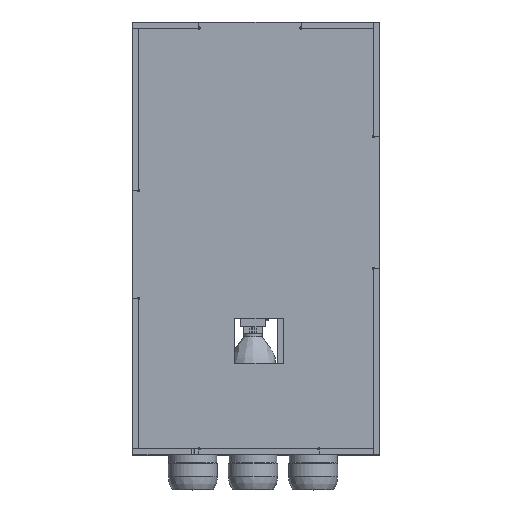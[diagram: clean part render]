
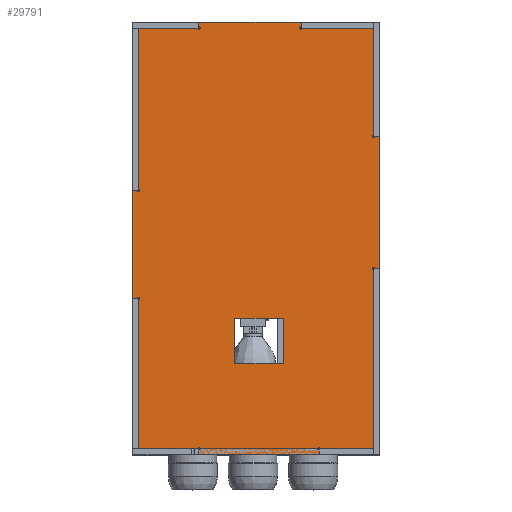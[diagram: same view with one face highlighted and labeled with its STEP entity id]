
A CAD part, top view. The second image highlights one B-rep face of the part: STEP entity #29791.
In plain terms, the highlighted planar face has unit normal (0, 0, 1).
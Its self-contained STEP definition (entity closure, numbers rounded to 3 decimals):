
#1581=FACE_BOUND('',#4624,.T.);
#2123=CIRCLE('',#31872,2.);
#2125=CIRCLE('',#31875,2.);
#2126=CIRCLE('',#31877,2.);
#2128=CIRCLE('',#31880,2.);
#2130=CIRCLE('',#31883,2.);
#2131=CIRCLE('',#31885,2.);
#2132=CIRCLE('',#31887,2.);
#2133=CIRCLE('',#31889,2.);
#2930=FACE_OUTER_BOUND('',#4623,.T.);
#4623=EDGE_LOOP('',(#20209,#20210,#20211,#20212,#20213,#20214,#20215,#20216,
#20217,#20218,#20219,#20220,#20221,#20222,#20223,#20224,#20225,#20226,#20227,
#20228,#20229,#20230,#20231,#20232,#20233,#20234,#20235,#20236));
#4624=EDGE_LOOP('',(#20237,#20238,#20239,#20240));
#6564=LINE('',#41961,#9599);
#6585=LINE('',#42014,#9620);
#6589=LINE('',#42022,#9624);
#6594=LINE('',#42032,#9629);
#6597=LINE('',#42038,#9632);
#6600=LINE('',#42044,#9635);
#6603=LINE('',#42048,#9638);
#6620=LINE('',#42105,#9655);
#6622=LINE('',#42109,#9657);
#6625=LINE('',#42114,#9660);
#6626=LINE('',#42117,#9661);
#6629=LINE('',#42122,#9664);
#6630=LINE('',#42124,#9665);
#6632=LINE('',#42128,#9667);
#6635=LINE('',#42134,#9670);
#6636=LINE('',#42136,#9671);
#6638=LINE('',#42140,#9673);
#6641=LINE('',#42146,#9676);
#6643=LINE('',#42149,#9678);
#6644=LINE('',#42151,#9679);
#6645=LINE('',#42153,#9680);
#6646=LINE('',#42155,#9681);
#6647=LINE('',#42156,#9682);
#6648=LINE('',#42157,#9683);
#9599=VECTOR('',#34285,10.);
#9620=VECTOR('',#34326,10.);
#9624=VECTOR('',#34332,10.);
#9629=VECTOR('',#34339,10.);
#9632=VECTOR('',#34344,10.);
#9635=VECTOR('',#34349,10.);
#9638=VECTOR('',#34354,10.);
#9655=VECTOR('',#34413,10.);
#9657=VECTOR('',#34417,10.);
#9660=VECTOR('',#34422,10.);
#9661=VECTOR('',#34425,10.);
#9664=VECTOR('',#34430,10.);
#9665=VECTOR('',#34433,10.);
#9667=VECTOR('',#34437,10.);
#9670=VECTOR('',#34442,10.);
#9671=VECTOR('',#34445,10.);
#9673=VECTOR('',#34449,10.);
#9676=VECTOR('',#34456,10.);
#9678=VECTOR('',#34460,10.);
#9679=VECTOR('',#34463,10.);
#9680=VECTOR('',#34466,10.);
#9681=VECTOR('',#34469,10.);
#9682=VECTOR('',#34470,10.);
#9683=VECTOR('',#34471,10.);
#12610=VERTEX_POINT('',#41958);
#12611=VERTEX_POINT('',#41960);
#12632=VERTEX_POINT('',#42011);
#12633=VERTEX_POINT('',#42013);
#12635=VERTEX_POINT('',#42019);
#12636=VERTEX_POINT('',#42021);
#12639=VERTEX_POINT('',#42029);
#12640=VERTEX_POINT('',#42031);
#12642=VERTEX_POINT('',#42037);
#12644=VERTEX_POINT('',#42043);
#12645=VERTEX_POINT('',#42052);
#12646=VERTEX_POINT('',#42053);
#12649=VERTEX_POINT('',#42061);
#12650=VERTEX_POINT('',#42062);
#12651=VERTEX_POINT('',#42067);
#12653=VERTEX_POINT('',#42073);
#12654=VERTEX_POINT('',#42074);
#12656=VERTEX_POINT('',#42081);
#12657=VERTEX_POINT('',#42083);
#12658=VERTEX_POINT('',#42087);
#12659=VERTEX_POINT('',#42088);
#12660=VERTEX_POINT('',#42093);
#12661=VERTEX_POINT('',#42097);
#12662=VERTEX_POINT('',#42098);
#12663=VERTEX_POINT('',#42103);
#12664=VERTEX_POINT('',#42108);
#12666=VERTEX_POINT('',#42116);
#12667=VERTEX_POINT('',#42120);
#12668=VERTEX_POINT('',#42126);
#12670=VERTEX_POINT('',#42132);
#12671=VERTEX_POINT('',#42139);
#12672=VERTEX_POINT('',#42145);
#15534=EDGE_CURVE('',#12610,#12611,#6564,.T.);
#15561=EDGE_CURVE('',#12633,#12632,#6585,.T.);
#15565=EDGE_CURVE('',#12636,#12635,#6589,.T.);
#15570=EDGE_CURVE('',#12640,#12639,#6594,.T.);
#15573=EDGE_CURVE('',#12642,#12640,#6597,.T.);
#15576=EDGE_CURVE('',#12644,#12642,#6600,.T.);
#15579=EDGE_CURVE('',#12639,#12644,#6603,.T.);
#15581=EDGE_CURVE('',#12645,#12646,#2123,.T.);
#15585=EDGE_CURVE('',#12649,#12650,#2125,.T.);
#15588=EDGE_CURVE('',#12635,#12651,#2126,.T.);
#15591=EDGE_CURVE('',#12653,#12654,#2128,.T.);
#15596=EDGE_CURVE('',#12657,#12656,#2130,.T.);
#15598=EDGE_CURVE('',#12658,#12659,#2131,.T.);
#15601=EDGE_CURVE('',#12660,#12633,#2132,.T.);
#15603=EDGE_CURVE('',#12661,#12662,#2133,.T.);
#15607=EDGE_CURVE('',#12646,#12663,#6620,.T.);
#15609=EDGE_CURVE('',#12645,#12664,#6622,.T.);
#15612=EDGE_CURVE('',#12636,#12650,#6625,.T.);
#15613=EDGE_CURVE('',#12653,#12666,#6626,.T.);
#15616=EDGE_CURVE('',#12659,#12667,#6629,.T.);
#15617=EDGE_CURVE('',#12660,#12610,#6630,.T.);
#15619=EDGE_CURVE('',#12662,#12668,#6632,.T.);
#15622=EDGE_CURVE('',#12656,#12670,#6635,.T.);
#15623=EDGE_CURVE('',#12664,#12670,#6636,.T.);
#15625=EDGE_CURVE('',#12671,#12657,#6638,.T.);
#15628=EDGE_CURVE('',#12649,#12672,#6641,.T.);
#15630=EDGE_CURVE('',#12672,#12667,#6643,.T.);
#15631=EDGE_CURVE('',#12658,#12663,#6644,.T.);
#15632=EDGE_CURVE('',#12666,#12668,#6645,.T.);
#15633=EDGE_CURVE('',#12651,#12611,#6646,.T.);
#15634=EDGE_CURVE('',#12661,#12632,#6647,.T.);
#15635=EDGE_CURVE('',#12671,#12654,#6648,.T.);
#20209=ORIENTED_EDGE('',*,*,#15581,.T.);
#20210=ORIENTED_EDGE('',*,*,#15607,.T.);
#20211=ORIENTED_EDGE('',*,*,#15631,.F.);
#20212=ORIENTED_EDGE('',*,*,#15598,.T.);
#20213=ORIENTED_EDGE('',*,*,#15616,.T.);
#20214=ORIENTED_EDGE('',*,*,#15630,.F.);
#20215=ORIENTED_EDGE('',*,*,#15628,.F.);
#20216=ORIENTED_EDGE('',*,*,#15585,.T.);
#20217=ORIENTED_EDGE('',*,*,#15612,.F.);
#20218=ORIENTED_EDGE('',*,*,#15565,.T.);
#20219=ORIENTED_EDGE('',*,*,#15588,.T.);
#20220=ORIENTED_EDGE('',*,*,#15633,.T.);
#20221=ORIENTED_EDGE('',*,*,#15534,.F.);
#20222=ORIENTED_EDGE('',*,*,#15617,.F.);
#20223=ORIENTED_EDGE('',*,*,#15601,.T.);
#20224=ORIENTED_EDGE('',*,*,#15561,.T.);
#20225=ORIENTED_EDGE('',*,*,#15634,.F.);
#20226=ORIENTED_EDGE('',*,*,#15603,.T.);
#20227=ORIENTED_EDGE('',*,*,#15619,.T.);
#20228=ORIENTED_EDGE('',*,*,#15632,.F.);
#20229=ORIENTED_EDGE('',*,*,#15613,.F.);
#20230=ORIENTED_EDGE('',*,*,#15591,.T.);
#20231=ORIENTED_EDGE('',*,*,#15635,.F.);
#20232=ORIENTED_EDGE('',*,*,#15625,.T.);
#20233=ORIENTED_EDGE('',*,*,#15596,.T.);
#20234=ORIENTED_EDGE('',*,*,#15622,.T.);
#20235=ORIENTED_EDGE('',*,*,#15623,.F.);
#20236=ORIENTED_EDGE('',*,*,#15609,.F.);
#20237=ORIENTED_EDGE('',*,*,#15576,.T.);
#20238=ORIENTED_EDGE('',*,*,#15573,.T.);
#20239=ORIENTED_EDGE('',*,*,#15570,.T.);
#20240=ORIENTED_EDGE('',*,*,#15579,.T.);
#28746=PLANE('',#31905);
#29791=ADVANCED_FACE('',(#2930,#1581),#28746,.T.);
#31872=AXIS2_PLACEMENT_3D('',#42054,#34360,#34361);
#31875=AXIS2_PLACEMENT_3D('',#42063,#34368,#34369);
#31877=AXIS2_PLACEMENT_3D('',#42068,#34374,#34375);
#31880=AXIS2_PLACEMENT_3D('',#42075,#34381,#34382);
#31883=AXIS2_PLACEMENT_3D('',#42084,#34390,#34391);
#31885=AXIS2_PLACEMENT_3D('',#42089,#34395,#34396);
#31887=AXIS2_PLACEMENT_3D('',#42094,#34401,#34402);
#31889=AXIS2_PLACEMENT_3D('',#42099,#34406,#34407);
#31905=AXIS2_PLACEMENT_3D('',#42154,#34467,#34468);
#34285=DIRECTION('',(0.,-1.,0.));
#34326=DIRECTION('',(0.,1.,0.));
#34332=DIRECTION('',(0.,1.,0.));
#34339=DIRECTION('',(0.,1.,0.));
#34344=DIRECTION('',(-1.,0.,0.));
#34349=DIRECTION('',(0.,-1.,0.));
#34354=DIRECTION('',(1.,0.,0.));
#34360=DIRECTION('center_axis',(0.,0.,-1.));
#34361=DIRECTION('ref_axis',(-1.,0.,0.));
#34368=DIRECTION('center_axis',(0.,0.,-1.));
#34369=DIRECTION('ref_axis',(-1.,0.,0.));
#34374=DIRECTION('center_axis',(0.,0.,-1.));
#34375=DIRECTION('ref_axis',(-1.,0.,0.));
#34381=DIRECTION('center_axis',(0.,0.,-1.));
#34382=DIRECTION('ref_axis',(-1.,0.,0.));
#34390=DIRECTION('center_axis',(0.,0.,-1.));
#34391=DIRECTION('ref_axis',(-1.,0.,0.));
#34395=DIRECTION('center_axis',(0.,0.,-1.));
#34396=DIRECTION('ref_axis',(-1.,0.,0.));
#34401=DIRECTION('center_axis',(0.,0.,-1.));
#34402=DIRECTION('ref_axis',(-1.,0.,0.));
#34406=DIRECTION('center_axis',(0.,0.,-1.));
#34407=DIRECTION('ref_axis',(-1.,0.,0.));
#34413=DIRECTION('',(0.,-1.,0.));
#34417=DIRECTION('',(-1.,0.,0.));
#34422=DIRECTION('',(-1.,0.,0.));
#34425=DIRECTION('',(0.,1.,0.));
#34430=DIRECTION('',(0.,-1.,0.));
#34433=DIRECTION('',(1.,0.,0.));
#34437=DIRECTION('',(0.,1.,0.));
#34442=DIRECTION('',(-1.,0.,0.));
#34445=DIRECTION('',(0.,1.,0.));
#34449=DIRECTION('',(0.,-1.,0.));
#34456=DIRECTION('',(0.,-1.,0.));
#34460=DIRECTION('',(-1.,0.,0.));
#34463=DIRECTION('',(-1.,0.,0.));
#34466=DIRECTION('',(1.,0.,0.));
#34467=DIRECTION('center_axis',(0.,0.,1.));
#34468=DIRECTION('ref_axis',(-1.,0.,0.));
#34469=DIRECTION('',(1.,0.,0.));
#34470=DIRECTION('',(1.,0.,0.));
#34471=DIRECTION('',(1.,0.,0.));
#41958=CARTESIAN_POINT('',(200.,-180.,200.));
#41960=CARTESIAN_POINT('',(200.,-400.,200.));
#41961=CARTESIAN_POINT('',(200.,-145.,200.));
#42011=CARTESIAN_POINT('',(190.,0.,200.));
#42013=CARTESIAN_POINT('',(190.,-178.,200.));
#42014=CARTESIAN_POINT('',(190.,0.,200.));
#42019=CARTESIAN_POINT('',(190.,-402.,200.));
#42021=CARTESIAN_POINT('',(190.,-700.,200.));
#42022=CARTESIAN_POINT('',(190.,0.,200.));
#42029=CARTESIAN_POINT('',(-40.,-482.826,200.));
#42031=CARTESIAN_POINT('',(-40.,-557.826,200.));
#42032=CARTESIAN_POINT('',(-40.,-241.413,200.));
#42037=CARTESIAN_POINT('',(40.,-557.826,200.));
#42038=CARTESIAN_POINT('',(80.,-557.826,200.));
#42043=CARTESIAN_POINT('',(40.,-482.826,200.));
#42044=CARTESIAN_POINT('',(40.,-278.913,200.));
#42048=CARTESIAN_POINT('',(120.,-482.826,200.));
#42052=CARTESIAN_POINT('',(-202.,-450.,200.));
#42053=CARTESIAN_POINT('',(-200.,-452.,200.));
#42054=CARTESIAN_POINT('Origin',(-200.,-450.,200.));
#42061=CARTESIAN_POINT('',(100.,-702.,200.));
#42062=CARTESIAN_POINT('',(102.,-700.,200.));
#42063=CARTESIAN_POINT('Origin',(100.,-700.,200.));
#42067=CARTESIAN_POINT('',(192.,-400.,200.));
#42068=CARTESIAN_POINT('Origin',(190.,-400.,200.));
#42073=CARTESIAN_POINT('',(-100.,2.,200.));
#42074=CARTESIAN_POINT('',(-102.,0.,200.));
#42075=CARTESIAN_POINT('Origin',(-100.,0.,200.));
#42081=CARTESIAN_POINT('',(-202.,-270.,200.));
#42083=CARTESIAN_POINT('',(-200.,-268.,200.));
#42084=CARTESIAN_POINT('Origin',(-200.,-270.,200.));
#42087=CARTESIAN_POINT('',(-102.,-700.,200.));
#42088=CARTESIAN_POINT('',(-100.,-702.,200.));
#42089=CARTESIAN_POINT('Origin',(-100.,-700.,200.));
#42093=CARTESIAN_POINT('',(192.,-180.,200.));
#42094=CARTESIAN_POINT('Origin',(190.,-180.,200.));
#42097=CARTESIAN_POINT('',(72.,0.,200.));
#42098=CARTESIAN_POINT('',(70.,2.,200.));
#42099=CARTESIAN_POINT('Origin',(70.,0.,200.));
#42103=CARTESIAN_POINT('',(-200.,-700.,200.));
#42105=CARTESIAN_POINT('',(-200.,0.,200.));
#42108=CARTESIAN_POINT('',(-210.,-450.,200.));
#42109=CARTESIAN_POINT('',(-190.,-450.,200.));
#42114=CARTESIAN_POINT('',(-200.,-700.,200.));
#42116=CARTESIAN_POINT('',(-100.,10.,200.));
#42117=CARTESIAN_POINT('',(-100.,-10.,200.));
#42120=CARTESIAN_POINT('',(-100.,-710.,200.));
#42122=CARTESIAN_POINT('',(-100.,-690.,200.));
#42124=CARTESIAN_POINT('',(180.,-180.,200.));
#42126=CARTESIAN_POINT('',(70.,10.,200.));
#42128=CARTESIAN_POINT('',(70.,-10.,200.));
#42132=CARTESIAN_POINT('',(-210.,-270.,200.));
#42134=CARTESIAN_POINT('',(-190.,-270.,200.));
#42136=CARTESIAN_POINT('',(-210.,-180.,200.));
#42139=CARTESIAN_POINT('',(-200.,0.,200.));
#42140=CARTESIAN_POINT('',(-200.,0.,200.));
#42145=CARTESIAN_POINT('',(100.,-710.,200.));
#42146=CARTESIAN_POINT('',(100.,-690.,200.));
#42149=CARTESIAN_POINT('',(100.,-710.,200.));
#42151=CARTESIAN_POINT('',(-200.,-700.,200.));
#42153=CARTESIAN_POINT('',(92.5,10.,200.));
#42154=CARTESIAN_POINT('Origin',(200.,0.,200.));
#42155=CARTESIAN_POINT('',(180.,-400.,200.));
#42156=CARTESIAN_POINT('',(-200.,0.,200.));
#42157=CARTESIAN_POINT('',(-200.,0.,200.));
